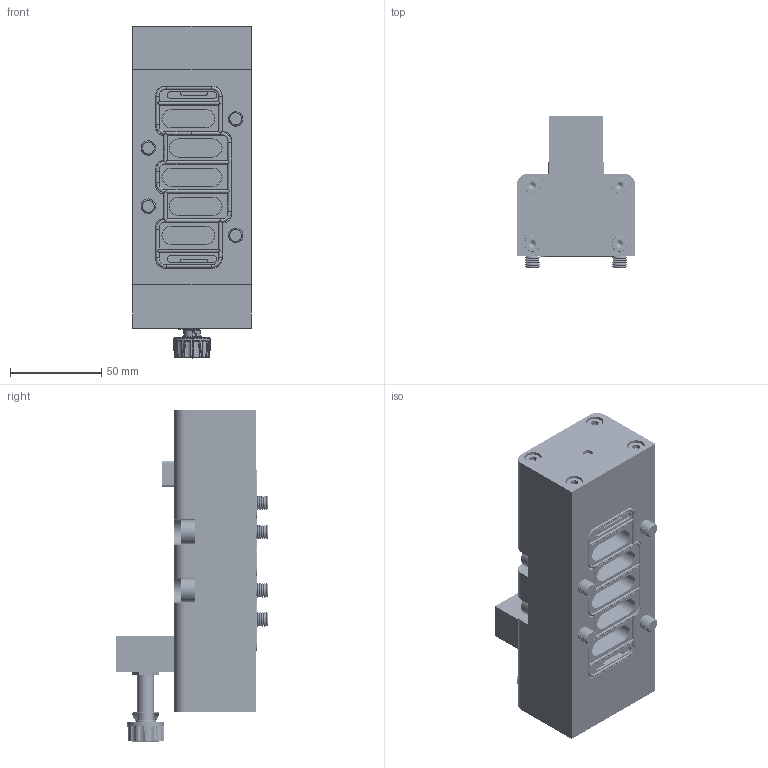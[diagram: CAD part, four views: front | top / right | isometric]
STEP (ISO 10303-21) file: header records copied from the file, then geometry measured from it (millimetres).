
FILE_DESCRIPTION (( 'STEP AP214' ), '1' );
FILE_NAME ('03_070_3.STEP', '2016-02-12T11:13:37', ( '' ), ( '' ), 'SwSTEP 2.0', 'SolidWorks 2016', '' );
FILE_SCHEMA (( 'AUTOMOTIVE_DESIGN' ));
Length unit declared in the file: millimetre
Products named in the file (1): 03_070_3
Bounding box: 65 x 83.5 x 182.35 mm (x, y, z)
Volume: 462932.3 mm3; surface area: 100150.7 mm2
Topology: 24 solids, 27 shells, 3479 faces, 9016 edges, 5617 vertices
Faces by surface type: cone 1672, cylinder 1046, plane 606, torus 123, bspline 26, sphere 6
Entity records: 117255 total; most frequent: CARTESIAN_POINT 20877, DIRECTION 20266, ORIENTED_EDGE 17948, EDGE_CURVE 8974, AXIS2_PLACEMENT_3D 8229, VERTEX_POINT 5611, CIRCLE 4775, VECTOR 3808
